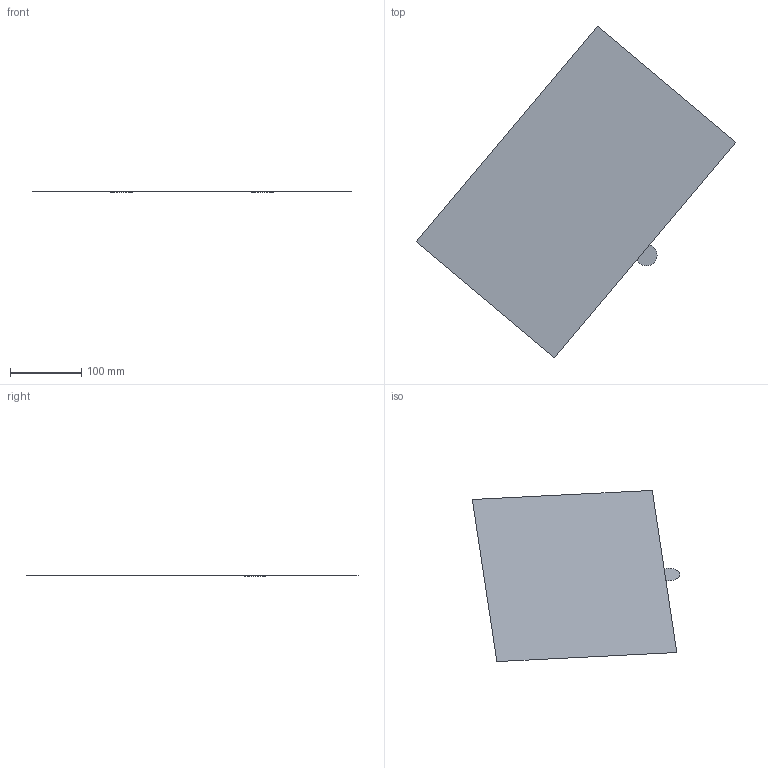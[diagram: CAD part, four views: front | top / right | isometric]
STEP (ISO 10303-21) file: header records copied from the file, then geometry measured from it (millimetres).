
FILE_DESCRIPTION(('Open CASCADE Model'),'2;1');
FILE_NAME('workboard 2D','2025-05-01T01:36:21',('Author'),( 'Open CASCADE'),'Open CASCADE STEP processor 7.8','build123d', 'Unknown');
FILE_SCHEMA(('AUTOMOTIVE_DESIGN { 1 0 10303 214 1 1 1 1 }'));
Length unit declared in the file: millimetre
Products named in the file (7): workboard 2D; ASSEMBLY; FACE
Assembly tree (6 placements, depth 3):
  workboard 2D
    ASSEMBLY
      FACE
    ASSEMBLY
      FACE
    ASSEMBLY
      FACE
Bounding box: 449.27 x 466.81 x 2.5 mm (x, y, z)
Surface area: 102058.7 mm2 (no closed solid volume)
Topology: 0 solids, 3 shells, 3 faces, 6 edges, 6 vertices
Faces by surface type: plane 3
Entity records: 246 total; most frequent: DIRECTION 34, CARTESIAN_POINT 28, PRODUCT_DEFINITION_SHAPE 13, AXIS2_PLACEMENT_3D 12, LINE 8, VECTOR 8, SHAPE_DEFINITION_REPRESENTATION 7, PRODUCT_DEFINITION 7
